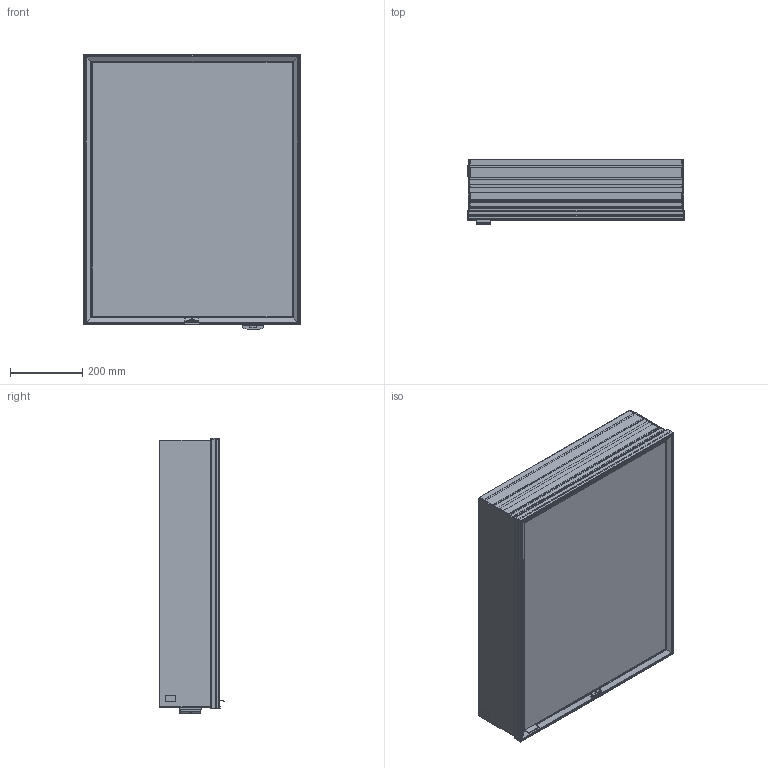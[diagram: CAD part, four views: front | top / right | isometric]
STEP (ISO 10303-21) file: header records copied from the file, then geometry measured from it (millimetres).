
FILE_DESCRIPTION(/* description */ (''),/* implementation_level */ '2;1');
FILE_NAME(/* name */ 'A4576R00_AJ051_RFS.stp',/* time_stamp */ '2020-11-10T08:19:38+01:00',/* author */ ('StegeR'),/* organization */ (''),/* preprocessor_version */ 'ST-DEVELOPER v16.1',/* originating_system */ 'Autodesk Inventor 2016',/* authorisation */ '');
FILE_SCHEMA (('AUTOMOTIVE_DESIGN { 1 0 10303 214 3 1 1 }'));
Products named in the file (1): A4576R00_AJ051_RFS
Bounding box: 600 x 180.57 x 762.9 mm (x, y, z)
Volume: 7834776.8 mm3; surface area: 5483888.7 mm2
Topology: 60 solids, 60 shells, 3148 faces, 8756 edges, 5703 vertices
Faces by surface type: plane 1516, cylinder 1454, torus 98, bspline 38, sphere 32, cone 10
Full cylindrical faces by diameter (mm): 0.517 x1, 1 x1, 2.4 x2, 3.5 x2, 6 x10, 13.1 x1, 38.2 x2, 40.5 x2, 41.7 x2, 41.712 x2, 42 x1, 44 x1, 46 x1
Entity records: 103409 total; most frequent: CARTESIAN_POINT 20635, DIRECTION 17699, ORIENTED_EDGE 17382, EDGE_CURVE 8691, AXIS2_PLACEMENT_3D 6118, VERTEX_POINT 5695, LINE 5463, VECTOR 5463
